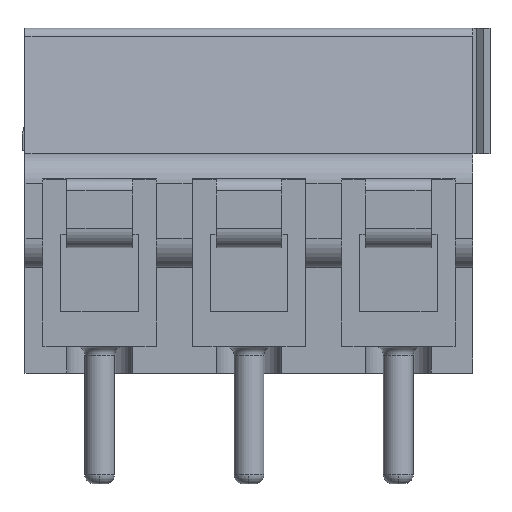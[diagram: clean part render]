
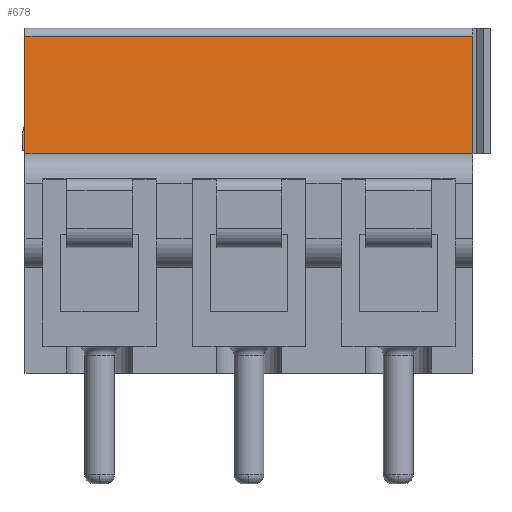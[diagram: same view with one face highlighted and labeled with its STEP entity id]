
A CAD part, top view. The second image highlights one B-rep face of the part: STEP entity #678.
In plain terms, the highlighted planar face has unit normal (0, 0.122, 0.993).
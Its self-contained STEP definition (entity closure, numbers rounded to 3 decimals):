
#678 = ADVANCED_FACE ( 'NONE', ( #6833 ), #4220, .F. ) ;
#1327 = CARTESIAN_POINT ( 'NONE',  ( 0., 11.55, -1.266 ) ) ;
#1490 = CARTESIAN_POINT ( 'NONE',  ( 0., 11.287, -1.233 ) ) ;
#2049 = CARTESIAN_POINT ( 'NONE',  ( 0., 7.35, -0.75 ) ) ;
#2175 = DIRECTION ( 'NONE',  ( 0., -0.122, -0.993 ) ) ;
#2375 = LINE ( 'NONE', #3785, #5213 ) ;
#2405 = VERTEX_POINT ( 'NONE', #6818 ) ;
#2484 = VECTOR ( 'NONE', #4082, 1000. ) ;
#2648 = VECTOR ( 'NONE', #5723, 1000. ) ;
#3171 = VERTEX_POINT ( 'NONE', #7047 ) ;
#3387 = CARTESIAN_POINT ( 'NONE',  ( 15., 12.395, -1.369 ) ) ;
#3737 = EDGE_CURVE ( 'NONE', #3171, #2405, #7953, .T. ) ;
#3785 = CARTESIAN_POINT ( 'NONE',  ( 0., 11.55, -1.266 ) ) ;
#4082 = DIRECTION ( 'NONE',  ( 1., 0., 0. ) ) ;
#4220 = PLANE ( 'NONE',  #8112 ) ;
#4258 = ORIENTED_EDGE ( 'NONE', *, *, #8884, .F. ) ;
#4383 = EDGE_LOOP ( 'NONE', ( #7988, #4933, #4258, #8931 ) ) ;
#4735 = EDGE_CURVE ( 'NONE', #3171, #8949, #8833, .T. ) ;
#4868 = VECTOR ( 'NONE', #9047, 1000. ) ;
#4933 = ORIENTED_EDGE ( 'NONE', *, *, #4735, .T. ) ;
#5001 = DIRECTION ( 'NONE',  ( 0., 0.993, -0.122 ) ) ;
#5200 = LINE ( 'NONE', #2049, #2484 ) ;
#5213 = VECTOR ( 'NONE', #5543, 1000. ) ;
#5543 = DIRECTION ( 'NONE',  ( 0., 0.993, -0.122 ) ) ;
#5723 = DIRECTION ( 'NONE',  ( -1., 0., 0. ) ) ;
#6797 = CARTESIAN_POINT ( 'NONE',  ( 0., 7.35, -0.75 ) ) ;
#6818 = CARTESIAN_POINT ( 'NONE',  ( 15., 7.35, -0.75 ) ) ;
#6833 = FACE_OUTER_BOUND ( 'NONE', #4383, .T. ) ;
#7002 = CARTESIAN_POINT ( 'NONE',  ( 0., 11.287, -1.233 ) ) ;
#7047 = CARTESIAN_POINT ( 'NONE',  ( 15., 11.287, -1.233 ) ) ;
#7814 = VERTEX_POINT ( 'NONE', #6797 ) ;
#7953 = LINE ( 'NONE', #3387, #4868 ) ;
#7988 = ORIENTED_EDGE ( 'NONE', *, *, #3737, .F. ) ;
#8112 = AXIS2_PLACEMENT_3D ( 'NONE', #1327, #2175, #5001 ) ;
#8833 = LINE ( 'NONE', #1490, #2648 ) ;
#8884 = EDGE_CURVE ( 'NONE', #7814, #8949, #2375, .T. ) ;
#8931 = ORIENTED_EDGE ( 'NONE', *, *, #9074, .T. ) ;
#8949 = VERTEX_POINT ( 'NONE', #7002 ) ;
#9047 = DIRECTION ( 'NONE',  ( 0., -0.993, 0.122 ) ) ;
#9074 = EDGE_CURVE ( 'NONE', #7814, #2405, #5200, .T. ) ;
